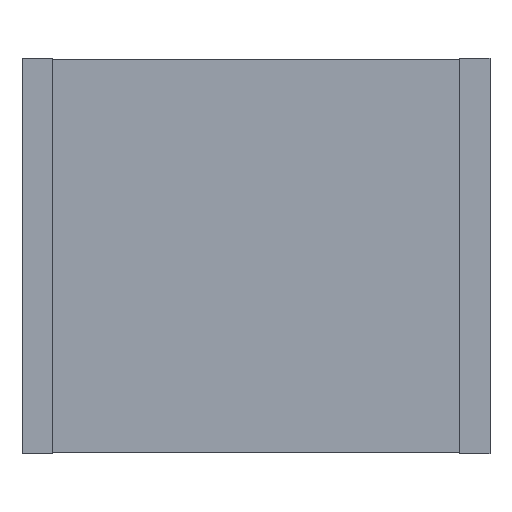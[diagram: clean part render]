
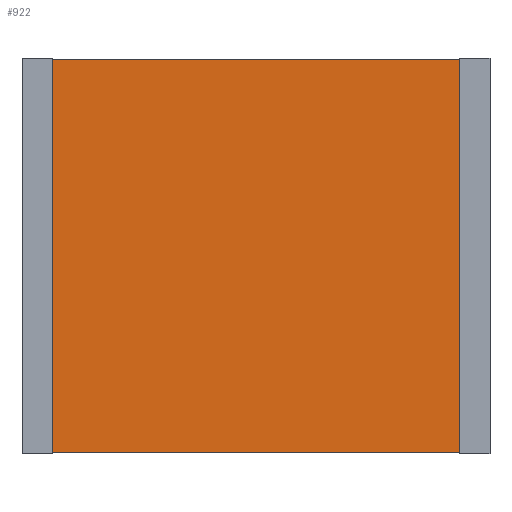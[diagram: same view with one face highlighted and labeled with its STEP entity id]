
A CAD part, front view. The second image highlights one B-rep face of the part: STEP entity #922.
In plain terms, the highlighted planar face has unit normal (0, -1, 0).
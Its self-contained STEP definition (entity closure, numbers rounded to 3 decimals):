
#49 = ORIENTED_EDGE ( 'NONE', *, *, #558, .T. ) ;
#99 = EDGE_LOOP ( 'NONE', ( #382, #585, #1853, #49 ) ) ;
#150 = LINE ( 'NONE', #2491, #243 ) ;
#193 = DIRECTION ( 'NONE',  ( 0., 0., 1. ) ) ;
#206 = VECTOR ( 'NONE', #1824, 1000. ) ;
#243 = VECTOR ( 'NONE', #2292, 1000. ) ;
#299 = CARTESIAN_POINT ( 'NONE',  ( 0., 0., 0. ) ) ;
#321 = LINE ( 'NONE', #1891, #2174 ) ;
#382 = ORIENTED_EDGE ( 'NONE', *, *, #2059, .F. ) ;
#457 = FACE_OUTER_BOUND ( 'NONE', #99, .T. ) ;
#558 = EDGE_CURVE ( 'NONE', #1333, #802, #321, .T. ) ;
#585 = ORIENTED_EDGE ( 'NONE', *, *, #1408, .T. ) ;
#706 = LINE ( 'NONE', #2398, #206 ) ;
#802 = VERTEX_POINT ( 'NONE', #2136 ) ;
#922 = ADVANCED_FACE ( 'NONE', ( #457 ), #1236, .T. ) ;
#950 = LINE ( 'NONE', #1727, #1825 ) ;
#985 = AXIS2_PLACEMENT_3D ( 'NONE', #299, #2218, #1073 ) ;
#1073 = DIRECTION ( 'NONE',  ( 0., 0., -1. ) ) ;
#1236 = PLANE ( 'NONE',  #985 ) ;
#1242 = CARTESIAN_POINT ( 'NONE',  ( 7.19, 0., 0. ) ) ;
#1333 = VERTEX_POINT ( 'NONE', #1717 ) ;
#1408 = EDGE_CURVE ( 'NONE', #1712, #2371, #950, .T. ) ;
#1712 = VERTEX_POINT ( 'NONE', #2095 ) ;
#1717 = CARTESIAN_POINT ( 'NONE',  ( 0.49, 0., 0. ) ) ;
#1727 = CARTESIAN_POINT ( 'NONE',  ( 7.19, 0., 0. ) ) ;
#1824 = DIRECTION ( 'NONE',  ( -1., 0., 0. ) ) ;
#1825 = VECTOR ( 'NONE', #193, 1000. ) ;
#1853 = ORIENTED_EDGE ( 'NONE', *, *, #2190, .F. ) ;
#1891 = CARTESIAN_POINT ( 'NONE',  ( 0.49, 0., 0. ) ) ;
#2059 = EDGE_CURVE ( 'NONE', #1712, #802, #706, .T. ) ;
#2095 = CARTESIAN_POINT ( 'NONE',  ( 7.19, 0., -6.48 ) ) ;
#2136 = CARTESIAN_POINT ( 'NONE',  ( 0.49, 0., -6.48 ) ) ;
#2174 = VECTOR ( 'NONE', #2263, 1000. ) ;
#2190 = EDGE_CURVE ( 'NONE', #1333, #2371, #150, .T. ) ;
#2218 = DIRECTION ( 'NONE',  ( 0., -1., 0. ) ) ;
#2263 = DIRECTION ( 'NONE',  ( 0., 0., -1. ) ) ;
#2292 = DIRECTION ( 'NONE',  ( 1., 0., 0. ) ) ;
#2371 = VERTEX_POINT ( 'NONE', #1242 ) ;
#2398 = CARTESIAN_POINT ( 'NONE',  ( 0., 0., -6.48 ) ) ;
#2491 = CARTESIAN_POINT ( 'NONE',  ( 0., 0., 0. ) ) ;
